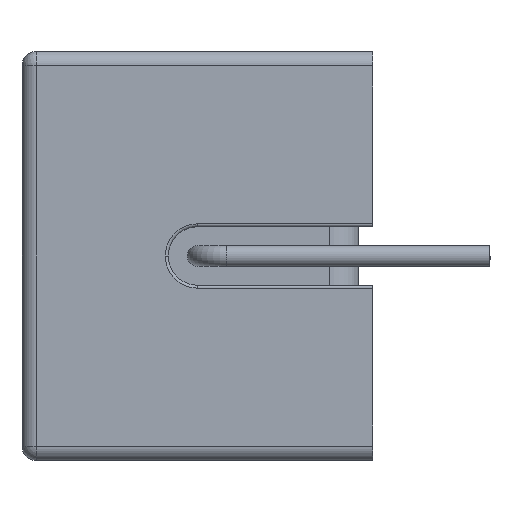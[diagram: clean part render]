
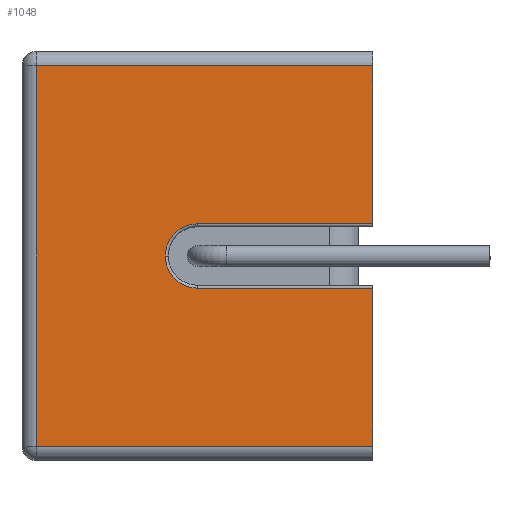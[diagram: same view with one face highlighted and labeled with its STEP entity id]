
A CAD part, left-side view. The second image highlights one B-rep face of the part: STEP entity #1048.
In plain terms, the highlighted planar face has unit normal (-1, 0, 0).
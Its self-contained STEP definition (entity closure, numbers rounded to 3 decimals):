
#44=PLANE('',#1192);
#102=FACE_OUTER_BOUND('',#166,.T.);
#166=EDGE_LOOP('',(#893,#894,#895,#896,#897,#898,#899,#900,#901,#902));
#208=LINE('',#1698,#284);
#224=LINE('',#1755,#300);
#229=LINE('',#1770,#305);
#230=LINE('',#1781,#306);
#232=LINE('',#1790,#308);
#243=LINE('',#1829,#319);
#246=LINE('',#1841,#322);
#249=LINE('',#1845,#325);
#284=VECTOR('',#1338,10.);
#300=VECTOR('',#1400,10.);
#305=VECTOR('',#1415,10.);
#306=VECTOR('',#1428,10.);
#308=VECTOR('',#1440,10.);
#319=VECTOR('',#1489,10.);
#322=VECTOR('',#1504,10.);
#325=VECTOR('',#1509,10.);
#380=CIRCLE('',#1154,1.1);
#384=CIRCLE('',#1160,1.1);
#453=VERTEX_POINT('',#1695);
#454=VERTEX_POINT('',#1697);
#471=VERTEX_POINT('',#1752);
#472=VERTEX_POINT('',#1754);
#477=VERTEX_POINT('',#1768);
#479=VERTEX_POINT('',#1773);
#481=VERTEX_POINT('',#1779);
#483=VERTEX_POINT('',#1785);
#490=VERTEX_POINT('',#1821);
#495=VERTEX_POINT('',#1837);
#563=EDGE_CURVE('',#453,#454,#208,.T.);
#592=EDGE_CURVE('',#471,#472,#224,.T.);
#600=EDGE_CURVE('',#477,#471,#229,.T.);
#602=EDGE_CURVE('',#479,#477,#380,.T.);
#605=EDGE_CURVE('',#481,#479,#230,.T.);
#608=EDGE_CURVE('',#483,#481,#384,.T.);
#610=EDGE_CURVE('',#454,#483,#232,.T.);
#630=EDGE_CURVE('',#490,#453,#243,.T.);
#636=EDGE_CURVE('',#472,#495,#246,.T.);
#639=EDGE_CURVE('',#495,#490,#249,.T.);
#893=ORIENTED_EDGE('',*,*,#610,.F.);
#894=ORIENTED_EDGE('',*,*,#563,.F.);
#895=ORIENTED_EDGE('',*,*,#630,.F.);
#896=ORIENTED_EDGE('',*,*,#639,.F.);
#897=ORIENTED_EDGE('',*,*,#636,.F.);
#898=ORIENTED_EDGE('',*,*,#592,.F.);
#899=ORIENTED_EDGE('',*,*,#600,.F.);
#900=ORIENTED_EDGE('',*,*,#602,.F.);
#901=ORIENTED_EDGE('',*,*,#605,.F.);
#902=ORIENTED_EDGE('',*,*,#608,.F.);
#1048=ADVANCED_FACE('',(#102),#44,.T.);
#1154=AXIS2_PLACEMENT_3D('',#1775,#1420,#1421);
#1160=AXIS2_PLACEMENT_3D('',#1787,#1434,#1435);
#1192=AXIS2_PLACEMENT_3D('',#1853,#1520,#1521);
#1338=DIRECTION('',(0.,0.,-1.));
#1400=DIRECTION('',(0.,0.,-1.));
#1415=DIRECTION('',(0.,-1.,0.));
#1420=DIRECTION('center_axis',(-1.,0.,0.));
#1421=DIRECTION('ref_axis',(0.,0.707,-0.707));
#1428=DIRECTION('',(0.,0.,-1.));
#1434=DIRECTION('center_axis',(-1.,0.,0.));
#1435=DIRECTION('ref_axis',(0.,0.707,0.707));
#1440=DIRECTION('',(0.,1.,0.));
#1489=DIRECTION('',(0.,-1.,0.));
#1504=DIRECTION('',(0.,1.,0.));
#1509=DIRECTION('',(0.,0.,1.));
#1520=DIRECTION('center_axis',(-1.,0.,0.));
#1521=DIRECTION('ref_axis',(0.,0.,1.));
#1695=CARTESIAN_POINT('',(0.,0.,13.5));
#1697=CARTESIAN_POINT('',(0.,0.,8.1));
#1698=CARTESIAN_POINT('',(0.,0.,14.));
#1752=CARTESIAN_POINT('',(0.,0.,5.9));
#1754=CARTESIAN_POINT('',(0.,0.,0.5));
#1755=CARTESIAN_POINT('',(0.,0.,14.));
#1768=CARTESIAN_POINT('',(0.,6.,5.9));
#1770=CARTESIAN_POINT('',(0.,0.,5.9));
#1773=CARTESIAN_POINT('',(0.,7.1,7.));
#1775=CARTESIAN_POINT('Origin',(0.,6.,7.));
#1779=CARTESIAN_POINT('',(0.,7.1,7.));
#1781=CARTESIAN_POINT('',(0.,7.1,3.5));
#1785=CARTESIAN_POINT('',(0.,6.,8.1));
#1787=CARTESIAN_POINT('Origin',(0.,6.,7.));
#1790=CARTESIAN_POINT('',(0.,3.,8.1));
#1821=CARTESIAN_POINT('',(0.,11.5,13.5));
#1829=CARTESIAN_POINT('',(0.,0.,13.5));
#1837=CARTESIAN_POINT('',(0.,11.5,0.5));
#1841=CARTESIAN_POINT('',(0.,0.,0.5));
#1845=CARTESIAN_POINT('',(0.,11.5,3.5));
#1853=CARTESIAN_POINT('Origin',(0.,0.,0.));
